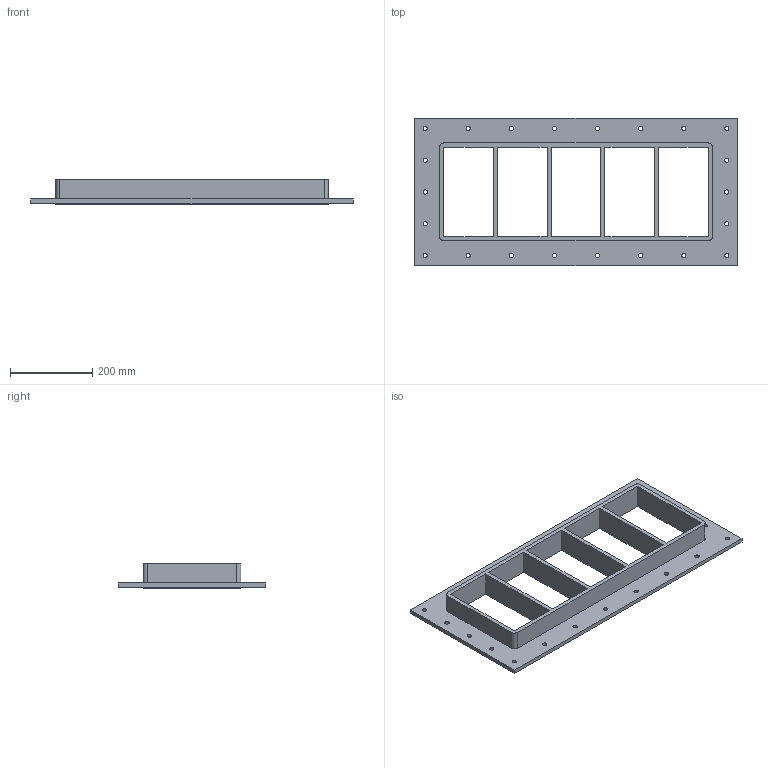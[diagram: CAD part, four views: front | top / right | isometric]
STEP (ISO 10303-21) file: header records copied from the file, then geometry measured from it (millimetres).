
FILE_DESCRIPTION((''),'2;1');
FILE_NAME('SFHM6X5.stp','2017-01-17T17:25:14',(''),(''),'Autodesk Inventor 2013','Autodesk Inventor 2013','');
FILE_SCHEMA(('AUTOMOTIVE_DESIGN { 1 0 10303 214 1 1 1 1 }'));
Length unit declared in the file: millimetre
Products named in the file (1): RTD-FRAME GENERATOR SF-LABB
Bounding box: 782.5 x 358 x 60 mm (x, y, z)
Volume: 2781058.1 mm3; surface area: 616128.7 mm2
Topology: 1 solids, 1 shells, 66 faces, 208 edges, 146 vertices
Faces by surface type: plane 36, cylinder 30
Full cylindrical faces by diameter (mm): 10.5 x22
Entity records: 2174 total; most frequent: DIRECTION 358, CARTESIAN_POINT 355, ORIENTED_EDGE 328, EDGE_CURVE 164, EDGE_LOOP 144, AXIS2_PLACEMENT_3D 127, VERTEX_POINT 124, VECTOR 104
